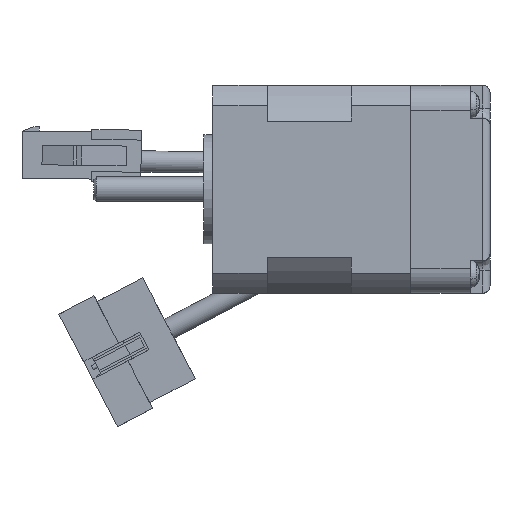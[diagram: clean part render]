
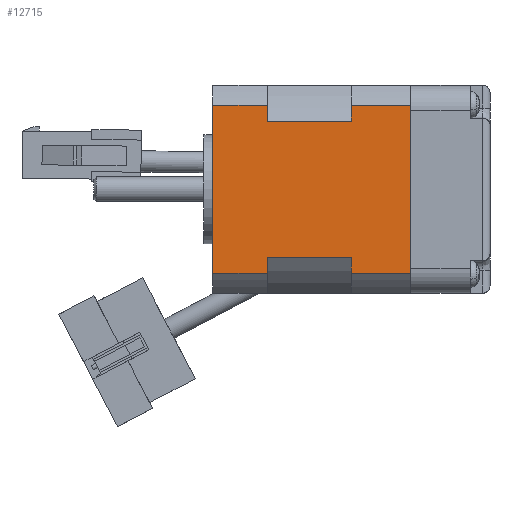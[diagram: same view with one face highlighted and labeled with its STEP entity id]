
A CAD part, front view. The second image highlights one B-rep face of the part: STEP entity #12715.
In plain terms, the highlighted planar face has unit normal (0, -1, 0).
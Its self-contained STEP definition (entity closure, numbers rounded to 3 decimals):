
#735 = FACE_OUTER_BOUND ( 'NONE', #13955, .T. ) ;
#1263 = VECTOR ( 'NONE', #18717, 1000. ) ;
#1578 = CARTESIAN_POINT ( 'NONE',  ( 37.971, 0., 40. ) ) ;
#1594 = CARTESIAN_POINT ( 'NONE',  ( 4.029, 0., 12. ) ) ;
#1640 = DIRECTION ( 'NONE',  ( -1., 0., 0. ) ) ;
#1795 = EDGE_CURVE ( 'NONE', #10517, #11051, #17736, .T. ) ;
#2506 = EDGE_CURVE ( 'NONE', #11051, #3369, #9898, .T. ) ;
#2513 = CARTESIAN_POINT ( 'NONE',  ( 7.234, 0., 12. ) ) ;
#2877 = VECTOR ( 'NONE', #4774, 1000. ) ;
#3123 = CARTESIAN_POINT ( 'NONE',  ( 34.766, 0., 12. ) ) ;
#3303 = CARTESIAN_POINT ( 'NONE',  ( 7.234, 0., 29. ) ) ;
#3369 = VERTEX_POINT ( 'NONE', #3303 ) ;
#3385 = ORIENTED_EDGE ( 'NONE', *, *, #14377, .F. ) ;
#3388 = ORIENTED_EDGE ( 'NONE', *, *, #12625, .T. ) ;
#3652 = CARTESIAN_POINT ( 'NONE',  ( 4.029, 0., 40. ) ) ;
#3893 = EDGE_CURVE ( 'NONE', #21341, #10471, #14256, .T. ) ;
#4175 = VECTOR ( 'NONE', #4507, 1000. ) ;
#4463 = ORIENTED_EDGE ( 'NONE', *, *, #2506, .F. ) ;
#4507 = DIRECTION ( 'NONE',  ( 1., 0., 0. ) ) ;
#4589 = CARTESIAN_POINT ( 'NONE',  ( 4.029, 0., 40. ) ) ;
#4682 = DIRECTION ( 'NONE',  ( 0., 0., -1. ) ) ;
#4774 = DIRECTION ( 'NONE',  ( 0., 0., -1. ) ) ;
#5430 = ORIENTED_EDGE ( 'NONE', *, *, #6628, .F. ) ;
#5544 = VERTEX_POINT ( 'NONE', #10629 ) ;
#5584 = VERTEX_POINT ( 'NONE', #20869 ) ;
#5658 = ORIENTED_EDGE ( 'NONE', *, *, #18303, .T. ) ;
#5745 = DIRECTION ( 'NONE',  ( 1., 0., 0. ) ) ;
#5942 = DIRECTION ( 'NONE',  ( 0., 0., 1. ) ) ;
#6320 = LINE ( 'NONE', #17006, #1263 ) ;
#6466 = DIRECTION ( 'NONE',  ( 1., 0., 0. ) ) ;
#6628 = EDGE_CURVE ( 'NONE', #19734, #14204, #6320, .T. ) ;
#6917 = LINE ( 'NONE', #14912, #15240 ) ;
#7222 = EDGE_CURVE ( 'NONE', #20478, #5584, #21533, .T. ) ;
#7777 = CARTESIAN_POINT ( 'NONE',  ( 37.971, 0., 40. ) ) ;
#7991 = DIRECTION ( 'NONE',  ( 0., 0., -1. ) ) ;
#8161 = LINE ( 'NONE', #14056, #21019 ) ;
#8345 = VERTEX_POINT ( 'NONE', #9670 ) ;
#8535 = ORIENTED_EDGE ( 'NONE', *, *, #21389, .T. ) ;
#8861 = VECTOR ( 'NONE', #5942, 1000. ) ;
#9132 = CARTESIAN_POINT ( 'NONE',  ( 4.029, 0., 0. ) ) ;
#9326 = VECTOR ( 'NONE', #4682, 1000. ) ;
#9670 = CARTESIAN_POINT ( 'NONE',  ( 4.029, 0., 29. ) ) ;
#9828 = CARTESIAN_POINT ( 'NONE',  ( 4.029, 0., 12. ) ) ;
#9830 = CARTESIAN_POINT ( 'NONE',  ( 34.766, 0., 29. ) ) ;
#9898 = LINE ( 'NONE', #2513, #8861 ) ;
#10059 = DIRECTION ( 'NONE',  ( 0., 0., -1. ) ) ;
#10463 = CARTESIAN_POINT ( 'NONE',  ( 37.971, 0., 12. ) ) ;
#10471 = VERTEX_POINT ( 'NONE', #13257 ) ;
#10517 = VERTEX_POINT ( 'NONE', #1594 ) ;
#10629 = CARTESIAN_POINT ( 'NONE',  ( 37.971, 0., 29. ) ) ;
#10782 = ORIENTED_EDGE ( 'NONE', *, *, #18969, .F. ) ;
#11051 = VERTEX_POINT ( 'NONE', #14786 ) ;
#11263 = LINE ( 'NONE', #7777, #15689 ) ;
#11288 = LINE ( 'NONE', #13163, #2877 ) ;
#11719 = DIRECTION ( 'NONE',  ( 0., 1., 0. ) ) ;
#11751 = AXIS2_PLACEMENT_3D ( 'NONE', #21820, #11719, #1640 ) ;
#12405 = VECTOR ( 'NONE', #7991, 1000. ) ;
#12475 = DIRECTION ( 'NONE',  ( 1., 0., 0. ) ) ;
#12548 = VECTOR ( 'NONE', #6466, 1000. ) ;
#12625 = EDGE_CURVE ( 'NONE', #19734, #8345, #11288, .T. ) ;
#12715 = ADVANCED_FACE ( 'NONE', ( #735 ), #18387, .F. ) ;
#12831 = CARTESIAN_POINT ( 'NONE',  ( 4.029, 0., 0. ) ) ;
#13059 = LINE ( 'NONE', #9828, #12548 ) ;
#13080 = EDGE_CURVE ( 'NONE', #21578, #5584, #11263, .T. ) ;
#13163 = CARTESIAN_POINT ( 'NONE',  ( 4.029, 0., 40. ) ) ;
#13224 = DIRECTION ( 'NONE',  ( 1., 0., 0. ) ) ;
#13257 = CARTESIAN_POINT ( 'NONE',  ( 34.766, 0., 12. ) ) ;
#13955 = EDGE_LOOP ( 'NONE', ( #19641, #5658, #14991, #14992, #3385, #14503, #16663, #10782, #5430, #3388, #8535, #4463 ) ) ;
#14056 = CARTESIAN_POINT ( 'NONE',  ( 4.029, 0., 29. ) ) ;
#14204 = VERTEX_POINT ( 'NONE', #16022 ) ;
#14256 = LINE ( 'NONE', #3123, #9326 ) ;
#14377 = EDGE_CURVE ( 'NONE', #10471, #21578, #13059, .T. ) ;
#14503 = ORIENTED_EDGE ( 'NONE', *, *, #3893, .F. ) ;
#14721 = VECTOR ( 'NONE', #10059, 1000. ) ;
#14786 = CARTESIAN_POINT ( 'NONE',  ( 7.234, 0., 12. ) ) ;
#14912 = CARTESIAN_POINT ( 'NONE',  ( 4.029, 0., 29. ) ) ;
#14991 = ORIENTED_EDGE ( 'NONE', *, *, #7222, .T. ) ;
#14992 = ORIENTED_EDGE ( 'NONE', *, *, #13080, .F. ) ;
#15240 = VECTOR ( 'NONE', #13224, 1000. ) ;
#15689 = VECTOR ( 'NONE', #17772, 1000. ) ;
#16022 = CARTESIAN_POINT ( 'NONE',  ( 37.971, 0., 40. ) ) ;
#16663 = ORIENTED_EDGE ( 'NONE', *, *, #20480, .T. ) ;
#16839 = LINE ( 'NONE', #4589, #12405 ) ;
#17006 = CARTESIAN_POINT ( 'NONE',  ( 4.029, 0., 40. ) ) ;
#17331 = CARTESIAN_POINT ( 'NONE',  ( 4.029, 0., 12. ) ) ;
#17736 = LINE ( 'NONE', #17331, #21751 ) ;
#17772 = DIRECTION ( 'NONE',  ( 0., 0., -1. ) ) ;
#18303 = EDGE_CURVE ( 'NONE', #10517, #20478, #16839, .T. ) ;
#18387 = PLANE ( 'NONE',  #11751 ) ;
#18717 = DIRECTION ( 'NONE',  ( 1., 0., 0. ) ) ;
#18969 = EDGE_CURVE ( 'NONE', #14204, #5544, #19210, .T. ) ;
#19210 = LINE ( 'NONE', #1578, #14721 ) ;
#19641 = ORIENTED_EDGE ( 'NONE', *, *, #1795, .F. ) ;
#19734 = VERTEX_POINT ( 'NONE', #3652 ) ;
#20478 = VERTEX_POINT ( 'NONE', #9132 ) ;
#20480 = EDGE_CURVE ( 'NONE', #21341, #5544, #8161, .T. ) ;
#20869 = CARTESIAN_POINT ( 'NONE',  ( 37.971, 0., 0. ) ) ;
#21019 = VECTOR ( 'NONE', #12475, 1000. ) ;
#21341 = VERTEX_POINT ( 'NONE', #9830 ) ;
#21389 = EDGE_CURVE ( 'NONE', #8345, #3369, #6917, .T. ) ;
#21533 = LINE ( 'NONE', #12831, #4175 ) ;
#21578 = VERTEX_POINT ( 'NONE', #10463 ) ;
#21751 = VECTOR ( 'NONE', #5745, 1000. ) ;
#21820 = CARTESIAN_POINT ( 'NONE',  ( 4.029, 0., 40. ) ) ;
